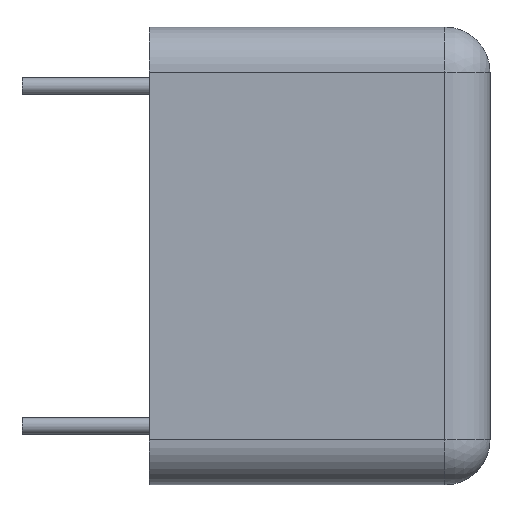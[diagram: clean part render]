
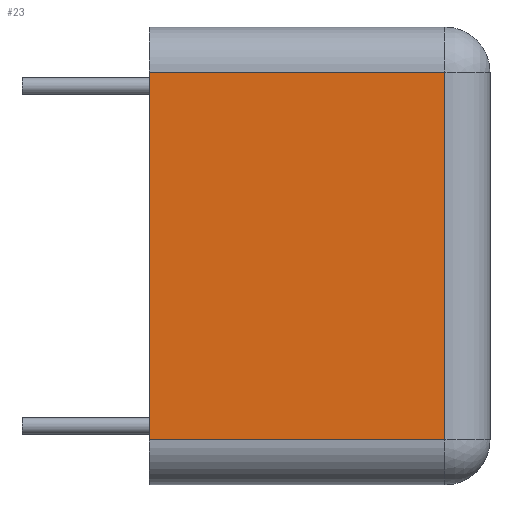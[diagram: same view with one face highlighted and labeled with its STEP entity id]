
A CAD part, left-side view. The second image highlights one B-rep face of the part: STEP entity #23.
In plain terms, the highlighted planar face has unit normal (-1, 0, 0).
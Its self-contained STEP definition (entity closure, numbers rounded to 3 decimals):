
#9 = CARTESIAN_POINT ( 'NONE',  ( -11.9, -8.35, 5.5 ) ) ;
#23 = ADVANCED_FACE ( 'NONE', ( #81 ), #160, .T. ) ;
#46 = LINE ( 'NONE', #702, #609 ) ;
#73 = CARTESIAN_POINT ( 'NONE',  ( -11.9, 0.5, -5.5 ) ) ;
#74 = VECTOR ( 'NONE', #306, 1000. ) ;
#81 = FACE_OUTER_BOUND ( 'NONE', #486, .T. ) ;
#103 = DIRECTION ( 'NONE',  ( 0., 0., 1. ) ) ;
#134 = ORIENTED_EDGE ( 'NONE', *, *, #552, .F. ) ;
#137 = LINE ( 'NONE', #275, #399 ) ;
#160 = PLANE ( 'NONE',  #550 ) ;
#171 = CARTESIAN_POINT ( 'NONE',  ( -11.9, -8.35, 6.85 ) ) ;
#195 = CARTESIAN_POINT ( 'NONE',  ( -11.9, -9.7, 5.5 ) ) ;
#199 = LINE ( 'NONE', #195, #74 ) ;
#222 = CARTESIAN_POINT ( 'NONE',  ( -11.9, -8.35, -5.5 ) ) ;
#228 = EDGE_CURVE ( 'NONE', #650, #637, #199, .T. ) ;
#264 = VECTOR ( 'NONE', #342, 1000. ) ;
#272 = CARTESIAN_POINT ( 'NONE',  ( -11.9, -9.7, -6.85 ) ) ;
#275 = CARTESIAN_POINT ( 'NONE',  ( -11.9, 0.5, -5.5 ) ) ;
#306 = DIRECTION ( 'NONE',  ( 0., 1., 0. ) ) ;
#329 = DIRECTION ( 'NONE',  ( -1., 0., 0. ) ) ;
#342 = DIRECTION ( 'NONE',  ( 0., 0., 1. ) ) ;
#377 = ORIENTED_EDGE ( 'NONE', *, *, #586, .T. ) ;
#394 = ORIENTED_EDGE ( 'NONE', *, *, #228, .T. ) ;
#399 = VECTOR ( 'NONE', #664, 1000. ) ;
#475 = DIRECTION ( 'NONE',  ( 0., -1., 0. ) ) ;
#486 = EDGE_LOOP ( 'NONE', ( #394, #134, #560, #377 ) ) ;
#491 = VERTEX_POINT ( 'NONE', #222 ) ;
#538 = EDGE_CURVE ( 'NONE', #706, #491, #46, .T. ) ;
#550 = AXIS2_PLACEMENT_3D ( 'NONE', #272, #329, #103 ) ;
#552 = EDGE_CURVE ( 'NONE', #706, #637, #137, .T. ) ;
#555 = CARTESIAN_POINT ( 'NONE',  ( -11.9, 0.5, 5.5 ) ) ;
#560 = ORIENTED_EDGE ( 'NONE', *, *, #538, .T. ) ;
#586 = EDGE_CURVE ( 'NONE', #491, #650, #665, .T. ) ;
#609 = VECTOR ( 'NONE', #475, 1000. ) ;
#637 = VERTEX_POINT ( 'NONE', #555 ) ;
#650 = VERTEX_POINT ( 'NONE', #9 ) ;
#664 = DIRECTION ( 'NONE',  ( 0., 0., 1. ) ) ;
#665 = LINE ( 'NONE', #171, #264 ) ;
#702 = CARTESIAN_POINT ( 'NONE',  ( -11.9, -9.7, -5.5 ) ) ;
#706 = VERTEX_POINT ( 'NONE', #73 ) ;
